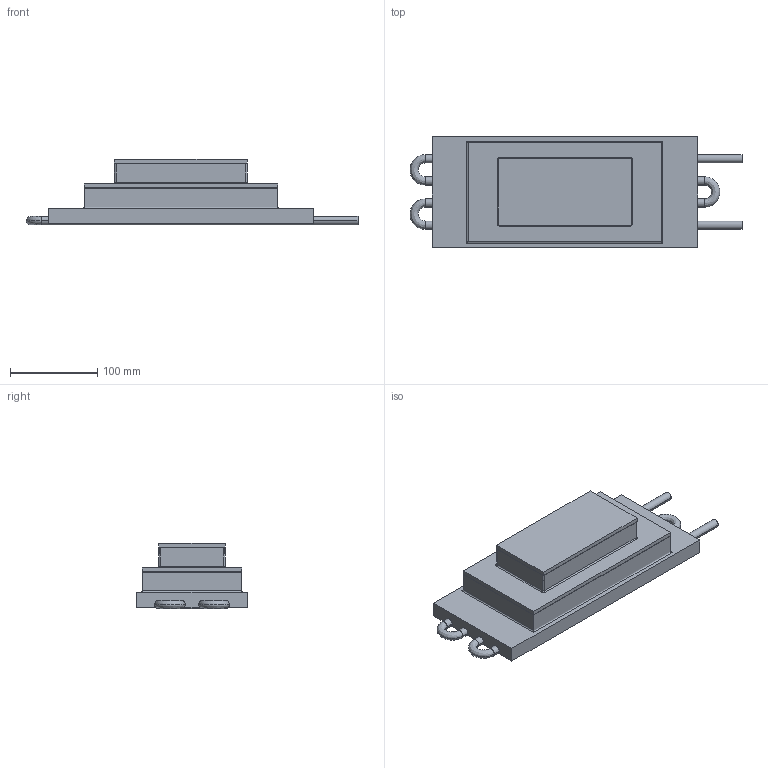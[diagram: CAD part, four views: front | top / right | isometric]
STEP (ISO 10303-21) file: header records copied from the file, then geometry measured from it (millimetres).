
FILE_DESCRIPTION (( 'STEP AP203' ), '1' );
FILE_NAME ('lcp-31.STEP', '2016-06-03T19:39:45', ( '' ), ( '' ), 'SwSTEP 2.0', 'SolidWorks 2016', '' );
FILE_SCHEMA (( 'CONFIG_CONTROL_DESIGN' ));
Length unit declared in the file: inch
Products named in the file (1): lcp-31
Bounding box: 380.94 x 127 x 75.18 mm (x, y, z)
Surface area: 250111.8 mm2 (no closed solid volume)
Topology: 0 solids, 6 shells, 104 faces, 299 edges, 204 vertices
Faces by surface type: cylinder 53, plane 41, bspline 10
Entity records: 3639 total; most frequent: CARTESIAN_POINT 770, DIRECTION 623, ORIENTED_EDGE 510, EDGE_CURVE 299, AXIS2_PLACEMENT_3D 233, VERTEX_POINT 204, LINE 157, VECTOR 157
